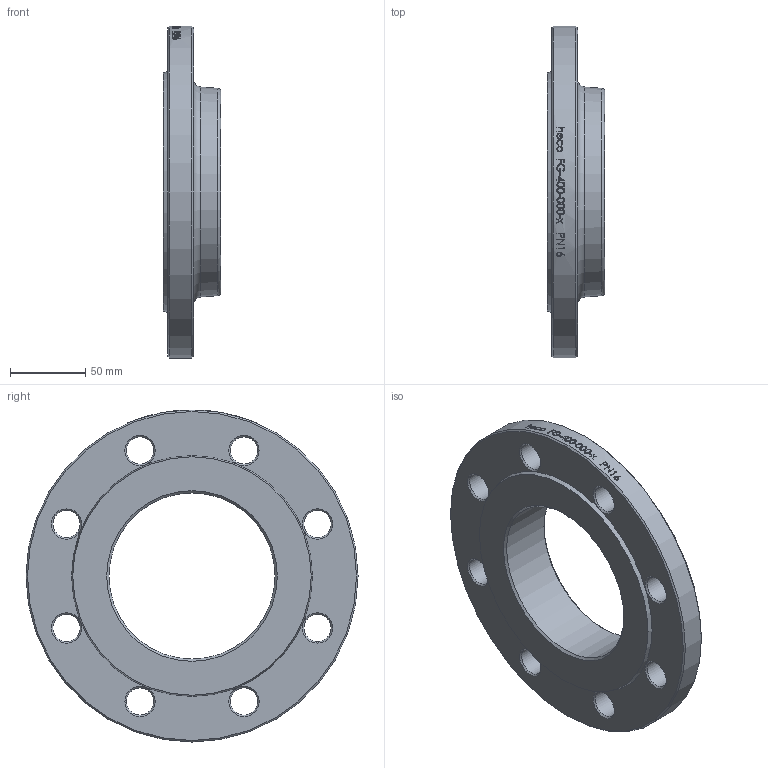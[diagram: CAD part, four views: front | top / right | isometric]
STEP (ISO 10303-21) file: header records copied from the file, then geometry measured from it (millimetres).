
FILE_DESCRIPTION (( 'STEP AP214' ), '1' );
FILE_NAME ('FG-400-000-x Gewindeflansch PN16 2102.STEP', '2021-02-02T16:03:35', ( '' ), ( '' ), 'SwSTEP 2.0', 'SolidWorks 2019', '' );
FILE_SCHEMA (( 'AUTOMOTIVE_DESIGN' ));
Length unit declared in the file: millimetre
Products named in the file (1): FG-400-000-x Gewindeflansch PN16 2102
Bounding box: 38 x 220 x 220 mm (x, y, z)
Volume: 580519.7 mm3; surface area: 90889.1 mm2
Topology: 1 solids, 1 shells, 68 faces, 288 edges, 253 vertices
Faces by surface type: cylinder 40, cone 22, plane 4, torus 2
Full cylindrical faces by diameter (mm): 18 x8, 110.072 x1, 220 x1
Entity records: 7203 total; most frequent: CARTESIAN_POINT 4776, ORIENTED_EDGE 482, DIRECTION 339, EDGE_CURVE 241, VERTEX_POINT 241, AXIS2_PLACEMENT_3D 154, EDGE_LOOP 152, B_SPLINE_CURVE_WITH_KNOTS 125
